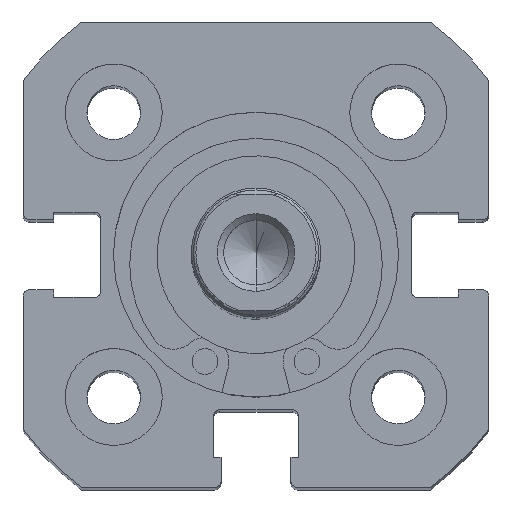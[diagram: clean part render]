
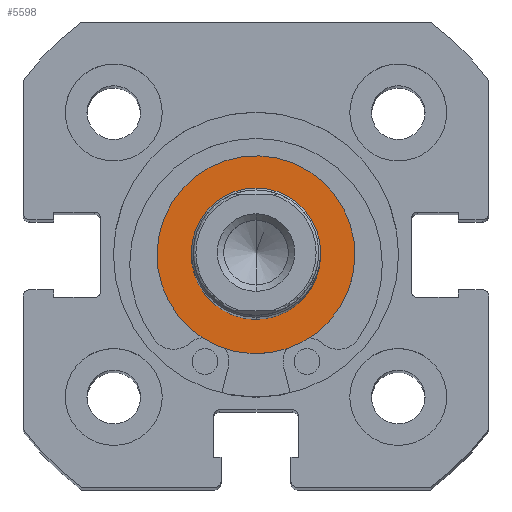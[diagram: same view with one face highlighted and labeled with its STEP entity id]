
A CAD part, top view. The second image highlights one B-rep face of the part: STEP entity #5598.
In plain terms, the highlighted face is planar.
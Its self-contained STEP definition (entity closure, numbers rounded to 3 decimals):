
#936 = AXIS2_PLACEMENT_3D ( 'NONE', #3561, #3567, #3568 ) ;
#942 = AXIS2_PLACEMENT_3D ( 'NONE', #3593, #3594, #3595 ) ;
#952 = AXIS2_PLACEMENT_3D ( 'NONE', #3645, #3651, #3652 ) ;
#958 = AXIS2_PLACEMENT_3D ( 'NONE', #3990, #4002, #4003 ) ;
#1002 = AXIS2_PLACEMENT_3D ( 'NONE', #4177, #4179, #4180 ) ;
#1442 = EDGE_LOOP ( 'NONE', ( #4526, #4530 ) ) ;
#1560 = EDGE_LOOP ( 'NONE', ( #4533, #4536 ) ) ;
#1800 = VERTEX_POINT ( 'NONE', #3052 ) ;
#2218 = VERTEX_POINT ( 'NONE', #3223 ) ;
#2225 = VERTEX_POINT ( 'NONE', #3230 ) ;
#2226 = VERTEX_POINT ( 'NONE', #3231 ) ;
#3052 = CARTESIAN_POINT ( 'NONE',  ( 0., 0., -7.65 ) ) ;
#3223 = CARTESIAN_POINT ( 'NONE',  ( 0., 0., -5. ) ) ;
#3230 = CARTESIAN_POINT ( 'NONE',  ( 0., 0., 5. ) ) ;
#3231 = CARTESIAN_POINT ( 'NONE',  ( 0., 0., 7.65 ) ) ;
#3561 = CARTESIAN_POINT ( 'NONE',  ( 0., 0., 0. ) ) ;
#3567 = DIRECTION ( 'NONE',  ( -1., 0., 0. ) ) ;
#3568 = DIRECTION ( 'NONE',  ( 0., 0., 1. ) ) ;
#3593 = CARTESIAN_POINT ( 'NONE',  ( 0., 0., 0. ) ) ;
#3594 = DIRECTION ( 'NONE',  ( -1., 0., 0. ) ) ;
#3595 = DIRECTION ( 'NONE',  ( 0., 0., 1. ) ) ;
#3645 = CARTESIAN_POINT ( 'NONE',  ( 0., 0., 0. ) ) ;
#3651 = DIRECTION ( 'NONE',  ( -1., 0., 0. ) ) ;
#3652 = DIRECTION ( 'NONE',  ( 0., 0., 1. ) ) ;
#3769 = CIRCLE ( 'NONE', #936, 5. ) ;
#3785 = CIRCLE ( 'NONE', #942, 7.65 ) ;
#3811 = CIRCLE ( 'NONE', #952, 5. ) ;
#3825 = CIRCLE ( 'NONE', #958, 7.65 ) ;
#3907 = FACE_BOUND ( 'NONE', #1560, .T. ) ;
#3913 = FACE_OUTER_BOUND ( 'NONE', #1442, .T. ) ;
#3990 = CARTESIAN_POINT ( 'NONE',  ( 0., 0., 0. ) ) ;
#4002 = DIRECTION ( 'NONE',  ( -1., 0., 0. ) ) ;
#4003 = DIRECTION ( 'NONE',  ( 0., 0., 1. ) ) ;
#4177 = CARTESIAN_POINT ( 'NONE',  ( 0., 7.65, 0. ) ) ;
#4178 = PLANE ( 'NONE',  #1002 ) ;
#4179 = DIRECTION ( 'NONE',  ( 1., 0., 0. ) ) ;
#4180 = DIRECTION ( 'NONE',  ( 0., 0., -1. ) ) ;
#4526 = ORIENTED_EDGE ( 'NONE', *, *, #5495, .T. ) ;
#4530 = ORIENTED_EDGE ( 'NONE', *, *, #5461, .T. ) ;
#4533 = ORIENTED_EDGE ( 'NONE', *, *, #5404, .F. ) ;
#4536 = ORIENTED_EDGE ( 'NONE', *, *, #5487, .F. ) ;
#5404 = EDGE_CURVE ( 'NONE', #2225, #2218, #3769, .T. ) ;
#5461 = EDGE_CURVE ( 'NONE', #1800, #2226, #3785, .T. ) ;
#5487 = EDGE_CURVE ( 'NONE', #2218, #2225, #3811, .T. ) ;
#5495 = EDGE_CURVE ( 'NONE', #2226, #1800, #3825, .T. ) ;
#5598 = ADVANCED_FACE ( 'NONE', ( #3907, #3913 ), #4178, .F. ) ;
